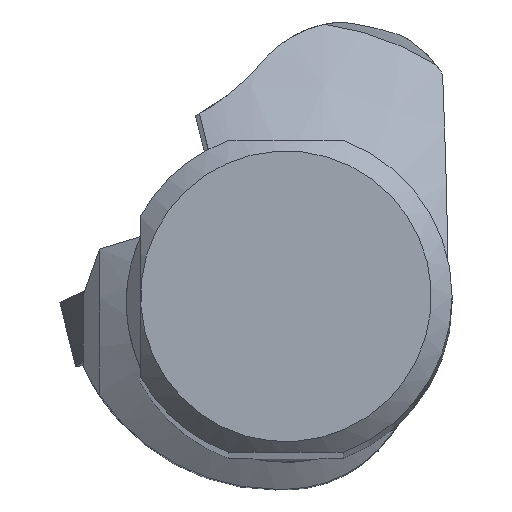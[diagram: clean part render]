
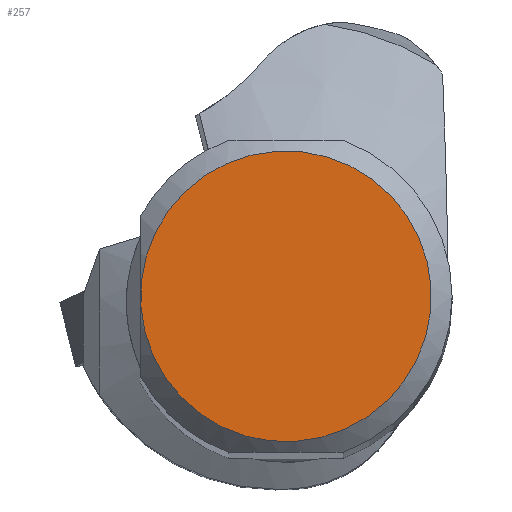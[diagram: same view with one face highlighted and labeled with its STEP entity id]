
A CAD part, top view. The second image highlights one B-rep face of the part: STEP entity #257.
In plain terms, the highlighted planar face has unit normal (0, 0, 1).
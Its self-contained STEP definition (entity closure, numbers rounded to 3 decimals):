
#196=FACE_OUTER_BOUND('',#517,.T.);
#257=ADVANCED_FACE('CU_SU_BP3',(#196),#306,.F.);
#306=PLANE('',#1317);
#517=EDGE_LOOP('',(#701));
#701=ORIENTED_EDGE('',*,*,#1069,.T.);
#947=VERTEX_POINT('',#1969);
#1069=EDGE_CURVE('',#947,#947,#1168,.T.);
#1168=CIRCLE('',#1304,6.993);
#1304=AXIS2_PLACEMENT_3D('',#1968,#1528,#1529);
#1317=AXIS2_PLACEMENT_3D('',#2078,#1560,#1561);
#1528=DIRECTION('',(0.,0.,1.));
#1529=DIRECTION('',(-0.971,-0.24,0.));
#1560=DIRECTION('',(0.,0.,-1.));
#1561=DIRECTION('',(-0.971,-0.24,0.));
#1968=CARTESIAN_POINT('',(0.,0.,0.));
#1969=CARTESIAN_POINT('',(-6.788,-1.68,0.));
#2078=CARTESIAN_POINT('',(-7.993,0.,0.));
